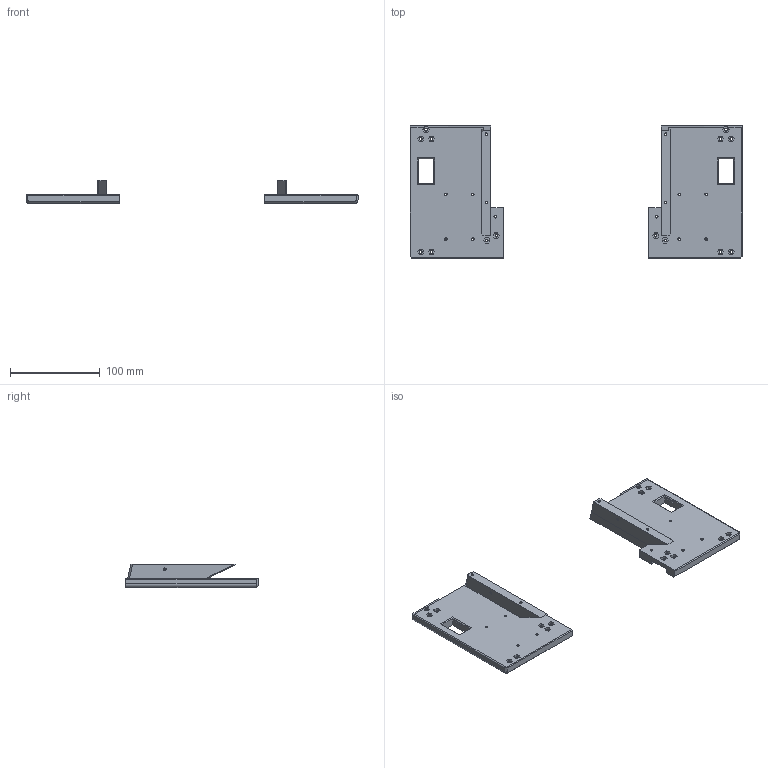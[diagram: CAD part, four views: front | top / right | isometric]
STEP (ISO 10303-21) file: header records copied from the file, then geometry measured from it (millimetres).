
FILE_DESCRIPTION(('HOOPS Exchange Step'),'2;1');
FILE_NAME('temp_export','2024-07-05T15:01:30+02:00',('sebastianfleps'),('Shapr3D Limited'),'HOOPS Exchange 2024.2','Shapr3D','Authorized');
FILE_SCHEMA( ('AUTOMOTIVE_DESIGN { 1 0 10303 214 1 1 1 1 }') );
Length unit declared in the file: millimetre
Products named in the file (1): handheld_base.SLDPRT
Bounding box: 370 x 147.94 x 25.71 mm (x, y, z)
Volume: 291645.4 mm3; surface area: 76784.7 mm2
Topology: 2 solids, 2 shells, 530 faces, 1356 edges, 850 vertices
Faces by surface type: plane 370, cone 72, cylinder 64, bspline 16, sphere 4, extrusion 4
Full cylindrical faces by diameter (mm): 2.55 x20, 2.6 x2, 3 x10, 6.5 x2
Entity records: 16980 total; most frequent: CARTESIAN_POINT 3681, ORIENTED_EDGE 2704, DIRECTION 2636, EDGE_CURVE 1352, VECTOR 1022, LINE 1018, VERTEX_POINT 850, AXIS2_PLACEMENT_3D 807
